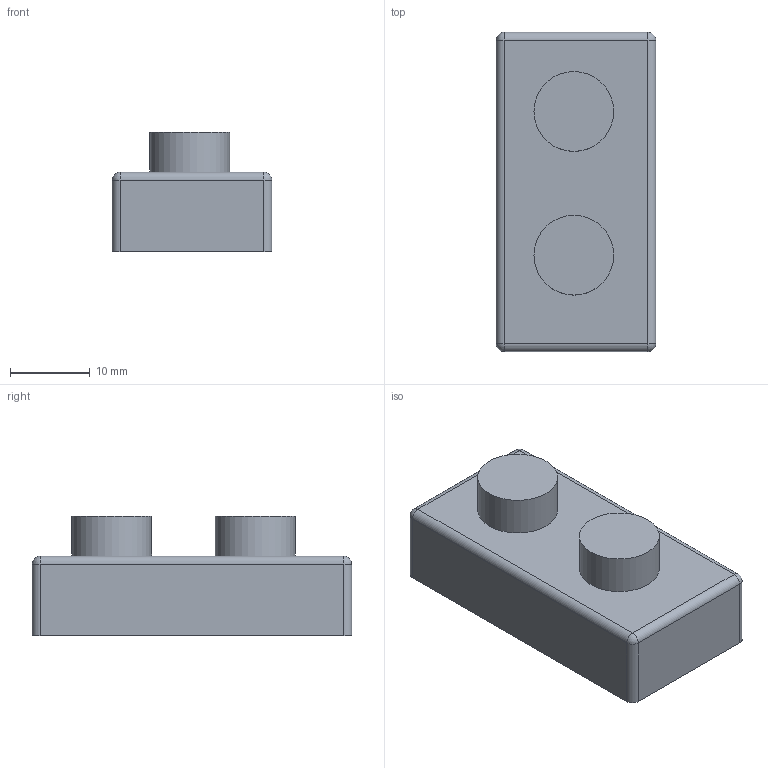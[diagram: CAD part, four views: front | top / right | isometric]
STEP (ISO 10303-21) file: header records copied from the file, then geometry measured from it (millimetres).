
FILE_DESCRIPTION(/* description */ (''),/* implementation_level */ '2;1');
FILE_NAME(/* name */ 'block v2.step',/* time_stamp */ '2025-10-16T07:23:53+05:30',/* author */ (''),/* organization */ (''),/* preprocessor_version */ 'ST-DEVELOPER v20.1',/* originating_system */ 'Autodesk Translation Framework v14.17.0.0',/* authorisation */ '');
FILE_SCHEMA (('AUTOMOTIVE_DESIGN { 1 0 10303 214 3 1 1 }'));
Length unit declared in the file: millimetre
Products named in the file (2): block; Block_1
Assembly tree (1 placements, depth 2):
  block
    Block_1
Bounding box: 20 x 40 x 15 mm (x, y, z)
Volume: 2728.1 mm3; surface area: 5381.2 mm2
Topology: 1 solids, 1 shells, 39 faces, 72 edges, 44 vertices
Faces by surface type: plane 19, cylinder 16, sphere 4
Full cylindrical faces by diameter (mm): 7.6 x2, 10 x2, 10.1 x2, 11 x2
Entity records: 1022 total; most frequent: DIRECTION 188, CARTESIAN_POINT 158, ORIENTED_EDGE 144, AXIS2_PLACEMENT_3D 74, EDGE_CURVE 72, EDGE_LOOP 48, VERTEX_POINT 44, LINE 40
